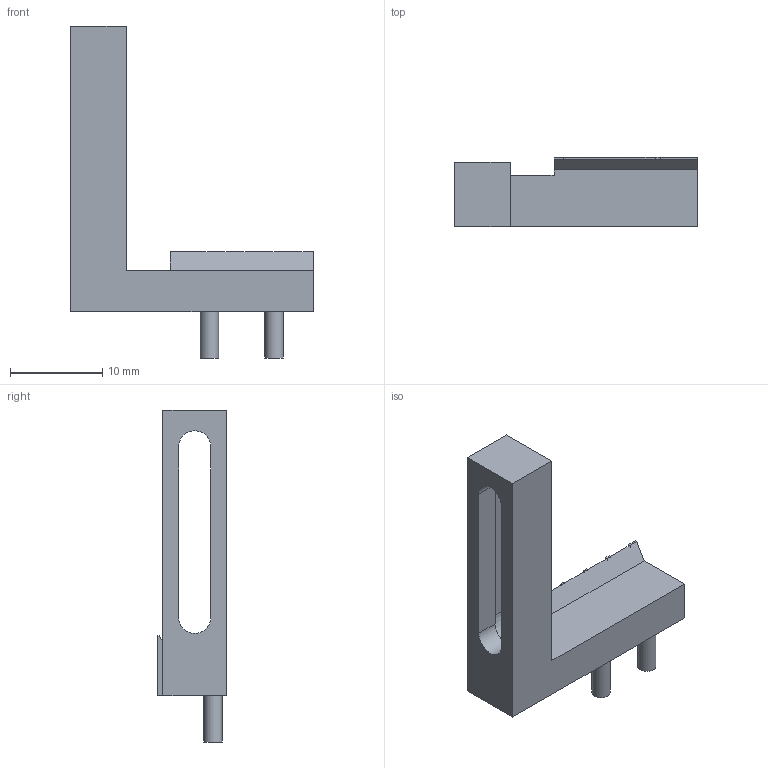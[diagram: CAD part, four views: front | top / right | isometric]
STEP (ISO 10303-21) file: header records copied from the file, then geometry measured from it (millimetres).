
FILE_DESCRIPTION(/* description */ (''),/* implementation_level */ '2;1');
FILE_NAME(/* name */ 'stimulation_airblade_mk1.stp',/* time_stamp */ '2022-12-10T13:43:23+01:00',/* author */ ('Rik Ubaghs'),/* organization */ (''),/* preprocessor_version */ 'ST-DEVELOPER v18.1',/* originating_system */ 'Autodesk Inventor 2021',/* authorisation */ '');
FILE_SCHEMA (('AUTOMOTIVE_DESIGN { 1 0 10303 214 3 1 1 }'));
Length unit declared in the file: millimetre
Products named in the file (1): stimulation_airblade_mk1
Bounding box: 26.25 x 7.5 x 35.93 mm (x, y, z)
Volume: 1140.9 mm3; surface area: 1925.1 mm2
Topology: 1 solids, 1 shells, 62 faces, 165 edges, 108 vertices
Faces by surface type: plane 46, cylinder 16
Full cylindrical faces by diameter (mm): 1 x2, 2 x2
Entity records: 2106 total; most frequent: CARTESIAN_POINT 408, ORIENTED_EDGE 330, DIRECTION 325, EDGE_CURVE 165, LINE 127, VECTOR 127, VERTEX_POINT 108, AXIS2_PLACEMENT_3D 99
